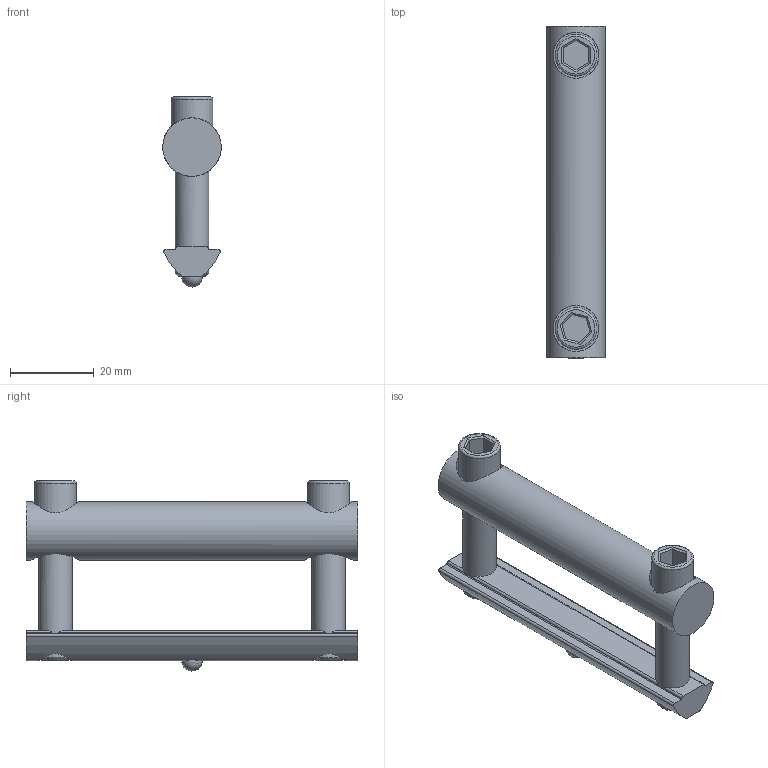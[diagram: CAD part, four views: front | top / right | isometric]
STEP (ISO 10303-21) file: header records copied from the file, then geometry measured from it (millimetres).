
FILE_DESCRIPTION(/* description */ ('KriTec_Bolzenverbinder_8_80'),/* implementation_level */ '2;1');
FILE_NAME(/* name */ '13011_KriTec_Bolzenverbinder_8_80.stp',/* time_stamp */ '2020-04-14T14:03:20+02:00',/* author */ ('Nell'),/* organization */ (''),/* preprocessor_version */ 'ST-DEVELOPER v17',/* originating_system */ 'Autodesk Inventor 2018',/* authorisation */ '');
FILE_SCHEMA (('AUTOMOTIVE_DESIGN { 1 0 10303 214 3 1 1 }'));
Length unit declared in the file: millimetre
Products named in the file (1): 13011
Bounding box: 14 x 79.4 x 45.48 mm (x, y, z)
Volume: 19933.1 mm3; surface area: 8442.4 mm2
Topology: 2 solids, 2 shells, 93 faces, 256 edges, 170 vertices
Faces by surface type: plane 51, cylinder 30, cone 9, torus 2, sphere 1
Full cylindrical faces by diameter (mm): 5 x1, 8 x2, 10 x2, 11 x2, 14 x1
Entity records: 3436 total; most frequent: CARTESIAN_POINT 1059, ORIENTED_EDGE 510, DIRECTION 453, EDGE_CURVE 255, VERTEX_POINT 174, AXIS2_PLACEMENT_3D 161, LINE 131, VECTOR 131
